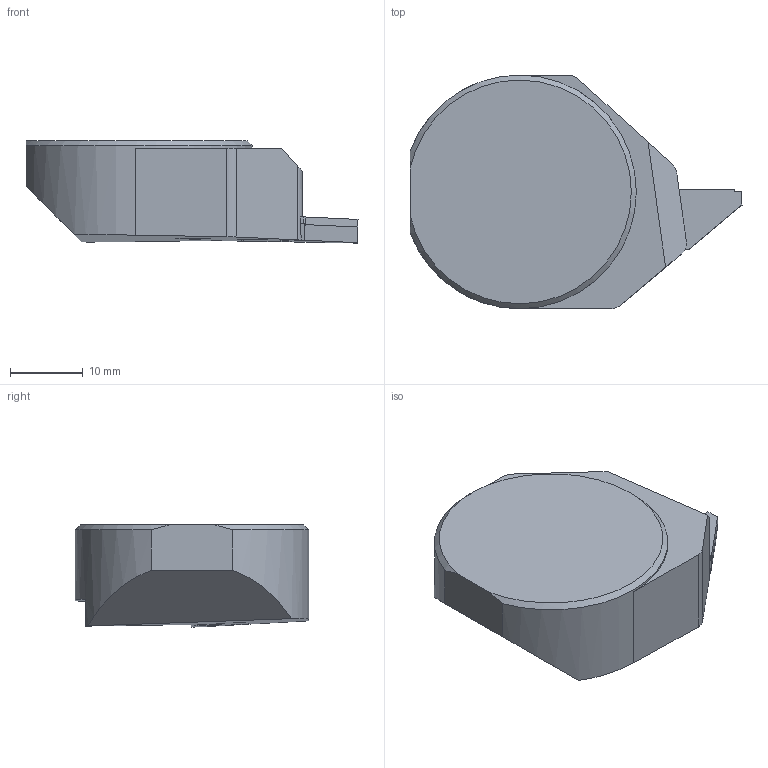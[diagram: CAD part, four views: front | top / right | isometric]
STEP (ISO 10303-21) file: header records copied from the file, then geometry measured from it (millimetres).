
FILE_DESCRIPTION(/* description */ (''),/* implementation_level */ '2;1');
FILE_NAME(/* name */ '1591251217985.stp',/* time_stamp */ '2020-06-04T11:44:05+05:00',/* author */ (''),/* organization */ ('SMS'),/* preprocessor_version */ 'ST-DEVELOPER v16.7',/* originating_system */ 'SIEMENS PLM Software NX 12.0',/* authorisation */ '');
FILE_SCHEMA (('AUTOMOTIVE_DESIGN { 1 0 10303 214 3 1 1 1 }'));
Length unit declared in the file: millimetre
Products named in the file (4): ASSEMBLY_CONSTRUCTION; CUT; 203027031mod000_00; 203027029mod000_00
Assembly tree (3 placements, depth 2):
  203027029mod000_00
    203027031mod000_00
    CUT
    ASSEMBLY_CONSTRUCTION
Bounding box: 45.48 x 32 x 14 mm (x, y, z)
Volume: 11743.3 mm3; surface area: 3886.9 mm2
Topology: 2 solids, 2 shells, 51 faces, 139 edges, 102 vertices
Faces by surface type: plane 36, cylinder 11, cone 3, extrusion 1
Full cylindrical faces by diameter (mm): 4.9 x2
Entity records: 1790 total; most frequent: CARTESIAN_POINT 318, DIRECTION 285, ORIENTED_EDGE 262, EDGE_CURVE 131, AXIS2_PLACEMENT_3D 97, VECTOR 91, LINE 90, VERTEX_POINT 89
